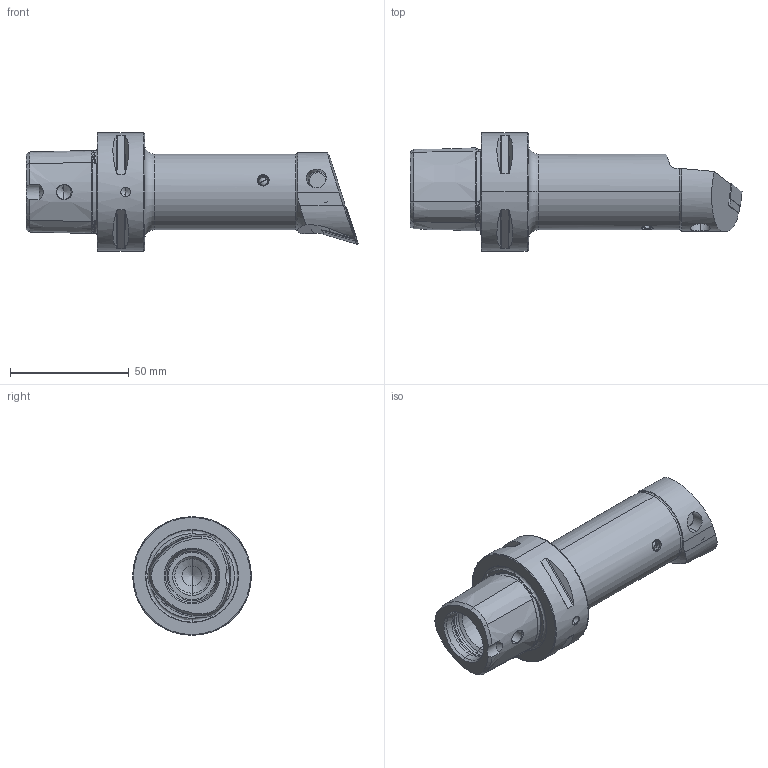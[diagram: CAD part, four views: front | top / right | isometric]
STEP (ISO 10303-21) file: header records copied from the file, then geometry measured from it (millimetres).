
FILE_DESCRIPTION (( 'STEP AP214' ), '1' );
FILE_NAME ('PS5-PDF.RQB.110.STEP', '2017-03-28T05:40:04', ( 'SWIAdmin' ), ( 'Hewlett-Packard Company' ), 'SwSTEP 2.0', 'SolidWorks 2015', '' );
FILE_SCHEMA (( 'AUTOMOTIVE_DESIGN' ));
Length unit declared in the file: millimetre
Products named in the file (8): DNMG150604; WDF-ER3.101.000_A; KVT_MB_600_050; PS5-PDF.RQB.110_A; PS5-PDF.RQB.110; WCD-ER1.101.000; WCD-ER4.101.017_A; WDF-ER2.101.003_A
Assembly tree (7 placements, depth 2):
  PS5-PDF.RQB.110
    PS5-PDF.RQB.110_A
    KVT_MB_600_050
    WDF-ER3.101.000_A
    DNMG150604
    WDF-ER2.101.003_A
    WCD-ER4.101.017_A
    WCD-ER1.101.000
Bounding box: 140 x 50 x 50 mm (x, y, z)
Volume: 112376.2 mm3; surface area: 26599 mm2
Topology: 8 solids, 8 shells, 350 faces, 841 edges, 500 vertices
Faces by surface type: cone 114, plane 92, cylinder 86, torus 44, bspline 12, sphere 2
Entity records: 11538 total; most frequent: CARTESIAN_POINT 3322, DIRECTION 1654, ORIENTED_EDGE 1640, EDGE_CURVE 820, AXIS2_PLACEMENT_3D 655, VERTEX_POINT 497, EDGE_LOOP 375, ADVANCED_FACE 350
